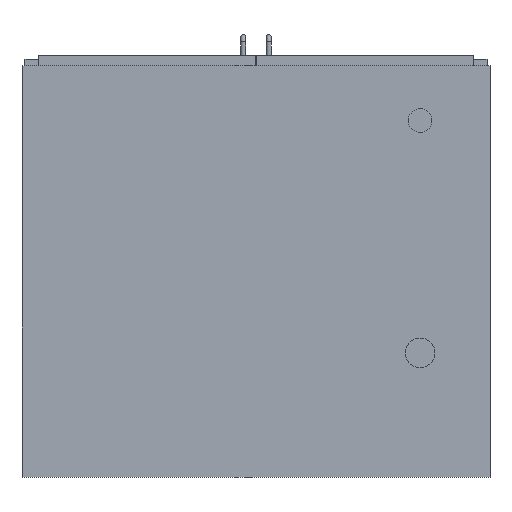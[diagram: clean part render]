
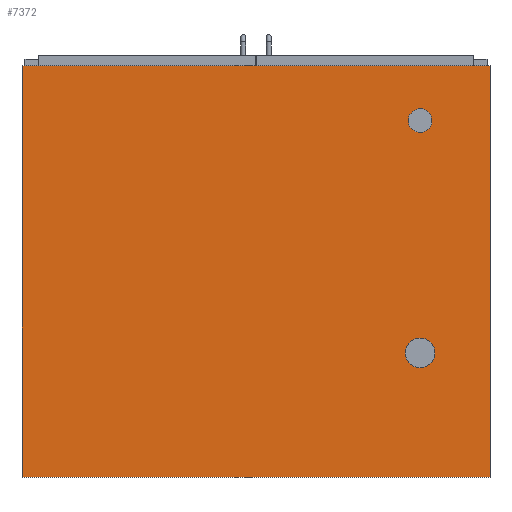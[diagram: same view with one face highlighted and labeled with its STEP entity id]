
A CAD part, front view. The second image highlights one B-rep face of the part: STEP entity #7372.
In plain terms, the highlighted planar face has unit normal (0, -1, 0).
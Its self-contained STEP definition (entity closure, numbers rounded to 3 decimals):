
#124=FACE_BOUND('',#1012,.T.);
#125=FACE_BOUND('',#1013,.T.);
#156=PLANE('',#7902);
#551=FACE_OUTER_BOUND('',#1011,.T.);
#1011=EDGE_LOOP('',(#5246,#5247,#5248,#5249));
#1012=EDGE_LOOP('',(#5250));
#1013=EDGE_LOOP('',(#5251));
#1495=LINE('',#10608,#2427);
#1497=LINE('',#10612,#2429);
#1499=LINE('',#10616,#2431);
#1501=LINE('',#10619,#2433);
#2427=VECTOR('',#8514,10.);
#2429=VECTOR('',#8518,10.);
#2431=VECTOR('',#8522,10.);
#2433=VECTOR('',#8526,10.);
#3341=CIRCLE('',#7886,20.);
#3343=CIRCLE('',#7890,25.);
#3445=VERTEX_POINT('',#10559);
#3447=VERTEX_POINT('',#10566);
#3460=VERTEX_POINT('',#10605);
#3461=VERTEX_POINT('',#10607);
#3462=VERTEX_POINT('',#10611);
#3463=VERTEX_POINT('',#10615);
#4142=EDGE_CURVE('',#3445,#3445,#3341,.T.);
#4145=EDGE_CURVE('',#3447,#3447,#3343,.T.);
#4163=EDGE_CURVE('',#3461,#3460,#1495,.T.);
#4165=EDGE_CURVE('',#3462,#3461,#1497,.T.);
#4167=EDGE_CURVE('',#3463,#3462,#1499,.T.);
#4169=EDGE_CURVE('',#3460,#3463,#1501,.T.);
#5246=ORIENTED_EDGE('',*,*,#4169,.T.);
#5247=ORIENTED_EDGE('',*,*,#4167,.T.);
#5248=ORIENTED_EDGE('',*,*,#4165,.T.);
#5249=ORIENTED_EDGE('',*,*,#4163,.T.);
#5250=ORIENTED_EDGE('',*,*,#4142,.T.);
#5251=ORIENTED_EDGE('',*,*,#4145,.T.);
#7372=ADVANCED_FACE('',(#551,#124,#125),#156,.T.);
#7886=AXIS2_PLACEMENT_3D('',#10561,#8470,#8471);
#7890=AXIS2_PLACEMENT_3D('',#10568,#8479,#8480);
#7902=AXIS2_PLACEMENT_3D('',#10620,#8527,#8528);
#8470=DIRECTION('center_axis',(0.,1.,0.));
#8471=DIRECTION('ref_axis',(1.,0.,0.));
#8479=DIRECTION('center_axis',(0.,1.,0.));
#8480=DIRECTION('ref_axis',(1.,0.,0.));
#8514=DIRECTION('',(0.,0.,-1.));
#8518=DIRECTION('',(-1.,0.,0.));
#8522=DIRECTION('',(0.,0.,1.));
#8526=DIRECTION('',(1.,0.,0.));
#8527=DIRECTION('center_axis',(0.,-1.,0.));
#8528=DIRECTION('ref_axis',(0.,0.,-1.));
#10559=CARTESIAN_POINT('',(257.,-370.,254.5));
#10561=CARTESIAN_POINT('Origin',(277.,-370.,254.5));
#10566=CARTESIAN_POINT('',(252.,-370.,-137.5));
#10568=CARTESIAN_POINT('Origin',(277.,-370.,-137.5));
#10605=CARTESIAN_POINT('',(-395.,-370.,-347.5));
#10607=CARTESIAN_POINT('',(-395.,-370.,347.5));
#10608=CARTESIAN_POINT('',(-395.,-370.,-347.5));
#10611=CARTESIAN_POINT('',(395.,-370.,347.5));
#10612=CARTESIAN_POINT('',(-395.,-370.,347.5));
#10615=CARTESIAN_POINT('',(395.,-370.,-347.5));
#10616=CARTESIAN_POINT('',(395.,-370.,347.5));
#10619=CARTESIAN_POINT('',(395.,-370.,-347.5));
#10620=CARTESIAN_POINT('Origin',(0.,-370.,0.));
